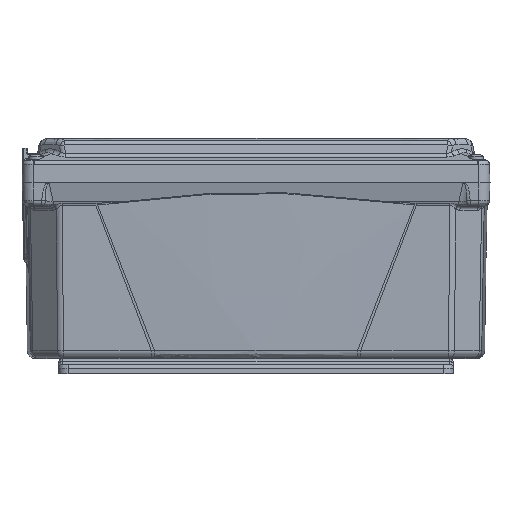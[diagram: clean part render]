
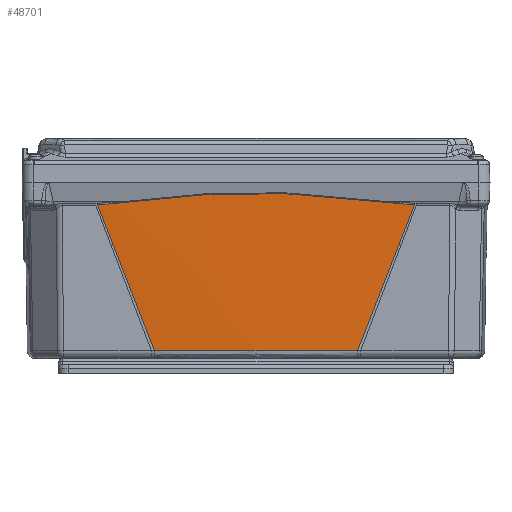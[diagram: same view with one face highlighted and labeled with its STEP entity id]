
A CAD part, front view. The second image highlights one B-rep face of the part: STEP entity #48701.
In plain terms, the highlighted free-form (B-spline) face has degree [3, 3] with [8, 4] control points.
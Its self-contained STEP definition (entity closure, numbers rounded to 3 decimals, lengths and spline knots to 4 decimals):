
#15621=CARTESIAN_POINT('',(-3.7776,6.0811,
2.2868));
#15623=CARTESIAN_POINT('',(-0.5031,6.1371,
3.5635));
#15629=CARTESIAN_POINT('',(-3.7776,6.0811,
2.2868));
#15630=CARTESIAN_POINT('',(-3.7757,6.1113,
1.7803));
#15631=CARTESIAN_POINT('',(-3.7732,6.1517,
0.7645));
#15632=CARTESIAN_POINT('',(-3.7732,6.1517,
-0.7645));
#15633=CARTESIAN_POINT('',(-3.7757,6.1113,
-1.7803));
#15634=CARTESIAN_POINT('',(-3.7776,6.0811,
-2.2868));
#15636=CARTESIAN_POINT('',(-3.7776,6.0811,
-2.2868));
#15637=CARTESIAN_POINT('',(-3.4631,6.0864,
-2.41));
#15638=CARTESIAN_POINT('',(-2.8011,6.0976,
-2.6688));
#15639=CARTESIAN_POINT('',(-1.7125,6.1162,
-3.0931));
#15640=CARTESIAN_POINT('',(-0.9175,6.1299,
-3.4024));
#15641=CARTESIAN_POINT('',(-0.5031,6.1371,
-3.5635));
#15643=CARTESIAN_POINT('',(-0.5031,6.1371,
-3.5635));
#15644=CARTESIAN_POINT('',(-0.5009,6.1383,
-3.5342));
#15645=CARTESIAN_POINT('',(-0.4965,6.1407,
-3.4755));
#15646=CARTESIAN_POINT('',(-0.4892,6.1442,
-3.3863));
#15647=CARTESIAN_POINT('',(-0.4812,6.1477,
-3.2966));
#15648=CARTESIAN_POINT('',(-0.4725,6.1511,
-3.2069));
#15649=CARTESIAN_POINT('',(-0.4627,6.1545,
-3.1175));
#15650=CARTESIAN_POINT('',(-0.455,6.1567,
-3.0585));
#15651=CARTESIAN_POINT('',(-0.4507,6.1577,
-3.0291));
#15653=CARTESIAN_POINT('',(-0.4507,6.1577,
-3.0291));
#15654=CARTESIAN_POINT('',(-0.4354,6.1616,
-2.9247));
#15655=CARTESIAN_POINT('',(-0.4051,6.1692,
-2.7054));
#15656=CARTESIAN_POINT('',(-0.3623,6.1799,
-2.3459));
#15657=CARTESIAN_POINT('',(-0.3228,6.1898,
-1.95));
#15658=CARTESIAN_POINT('',(-0.2882,6.1984,
-1.5141));
#15659=CARTESIAN_POINT('',(-0.2604,6.2054,
-1.0337));
#15660=CARTESIAN_POINT('',(-0.242,6.21,
-0.5049));
#15661=CARTESIAN_POINT('',(-0.2361,6.2115,
0.0711));
#15662=CARTESIAN_POINT('',(-0.2463,6.2089,
0.7002));
#15663=CARTESIAN_POINT('',(-0.2776,6.2011,
1.394));
#15664=CARTESIAN_POINT('',(-0.3417,6.185,
2.1935));
#15665=CARTESIAN_POINT('',(-0.4093,6.1681,
2.7464));
#15666=CARTESIAN_POINT('',(-0.4507,6.1577,
3.0291));
#15668=CARTESIAN_POINT('',(-0.4507,6.1577,
3.0291));
#15669=CARTESIAN_POINT('',(-0.4559,6.1564,
3.0644));
#15670=CARTESIAN_POINT('',(-0.4648,6.1538,
3.1353));
#15671=CARTESIAN_POINT('',(-0.4762,6.1498,
3.243));
#15672=CARTESIAN_POINT('',(-0.4861,6.1456,
3.3508));
#15673=CARTESIAN_POINT('',(-0.4951,6.1414,
3.4582));
#15674=CARTESIAN_POINT('',(-0.5005,6.1385,
3.5285));
#15675=CARTESIAN_POINT('',(-0.5031,6.1371,
3.5635));
#15677=CARTESIAN_POINT('',(-0.5031,6.1371,
3.5635));
#15678=CARTESIAN_POINT('',(-0.917,6.1299,
3.4026));
#15679=CARTESIAN_POINT('',(-1.7113,6.1162,
3.0936));
#15680=CARTESIAN_POINT('',(-2.7989,6.0976,
2.6696));
#15681=CARTESIAN_POINT('',(-3.4621,6.0864,
2.4103));
#15682=CARTESIAN_POINT('',(-3.7776,6.0811,
2.2868));
#19578=VERTEX_POINT('',#15623);
#19580=VERTEX_POINT('',#15668);
#19582=VERTEX_POINT('',#15653);
#19584=VERTEX_POINT('',#15643);
#19644=VERTEX_POINT('',#15621);
#19646=VERTEX_POINT('',#15634);
#48656=CARTESIAN_POINT('',(-0.1677,6.1373,
-3.8399));
#48657=CARTESIAN_POINT('',(-1.3946,6.1159,
-3.3499));
#48658=CARTESIAN_POINT('',(-2.6215,6.0945,-2.86));
#48659=CARTESIAN_POINT('',(-3.8484,6.073,
-2.37));
#48660=CARTESIAN_POINT('',(-0.1677,6.1389,
-3.7983));
#48661=CARTESIAN_POINT('',(-1.3946,6.1175,
-3.3137));
#48662=CARTESIAN_POINT('',(-2.6215,6.0961,
-2.829));
#48663=CARTESIAN_POINT('',(-3.8484,6.0747,
-2.3444));
#48664=CARTESIAN_POINT('',(-0.1677,6.1721,
-2.9316));
#48665=CARTESIAN_POINT('',(-1.3946,6.1507,
-2.5577));
#48666=CARTESIAN_POINT('',(-2.6215,6.1293,
-2.1837));
#48667=CARTESIAN_POINT('',(-3.8484,6.1079,
-1.8098));
#48668=CARTESIAN_POINT('',(-0.1677,6.2147,
-1.2388));
#48669=CARTESIAN_POINT('',(-1.3946,6.1933,
-1.0809));
#48670=CARTESIAN_POINT('',(-2.6215,6.1718,
-0.9229));
#48671=CARTESIAN_POINT('',(-3.8484,6.1504,
-0.765));
#48672=CARTESIAN_POINT('',(-0.1677,6.2147,
1.2388));
#48673=CARTESIAN_POINT('',(-1.3946,6.1933,
1.0809));
#48674=CARTESIAN_POINT('',(-2.6215,6.1718,
0.9229));
#48675=CARTESIAN_POINT('',(-3.8484,6.1504,
0.765));
#48676=CARTESIAN_POINT('',(-0.1677,6.1721,
2.9316));
#48677=CARTESIAN_POINT('',(-1.3946,6.1507,
2.5577));
#48678=CARTESIAN_POINT('',(-2.6215,6.1293,
2.1837));
#48679=CARTESIAN_POINT('',(-3.8484,6.1079,
1.8098));
#48680=CARTESIAN_POINT('',(-0.1677,6.1389,
3.7983));
#48681=CARTESIAN_POINT('',(-1.3946,6.1175,
3.3137));
#48682=CARTESIAN_POINT('',(-2.6215,6.0961,
2.829));
#48683=CARTESIAN_POINT('',(-3.8484,6.0747,
2.3444));
#48684=CARTESIAN_POINT('',(-0.1677,6.1373,
3.8399));
#48685=CARTESIAN_POINT('',(-1.3946,6.1159,
3.3499));
#48686=CARTESIAN_POINT('',(-2.6215,6.0945,
2.86));
#48687=CARTESIAN_POINT('',(-3.8484,6.073,
2.37));
#48688=B_SPLINE_SURFACE_WITH_KNOTS('',3,3,((#48656,#48657,#48658,#48659),
(#48660,#48661,#48662,#48663),(#48664,#48665,#48666,#48667),(#48668,#48669,
#48670,#48671),(#48672,#48673,#48674,#48675),(#48676,#48677,#48678,#48679),(
#48680,#48681,#48682,#48683),(#48684,#48685,#48686,#48687)),.UNSPECIFIED.,.F.,
.F.,.F.,(4,1,1,1,1,4),(4,4),(-0.0168,0.,0.3333,
0.6667,1.,1.0168),(0.0424,0.9718),
.UNSPECIFIED.);
#48689=ORIENTED_EDGE('',*,*,#46207,.T.);
#48691=ORIENTED_EDGE('',*,*,#48690,.T.);
#48693=ORIENTED_EDGE('',*,*,#48692,.T.);
#48695=ORIENTED_EDGE('',*,*,#48694,.T.);
#48697=ORIENTED_EDGE('',*,*,#48696,.T.);
#48698=ORIENTED_EDGE('',*,*,#48649,.T.);
#48699=EDGE_LOOP('',(#48689,#48691,#48693,#48695,#48697,#48698));
#48700=FACE_OUTER_BOUND('',#48699,.F.);
#48701=ADVANCED_FACE('',(#48700),#48688,.F.);
#15635=B_SPLINE_CURVE_WITH_KNOTS('',3,(#15629,#15630,#15631,#15632,#15633,
#15634),.UNSPECIFIED.,.F.,.F.,(4,1,1,4),(0.,0.3333,
0.6667,1.),.UNSPECIFIED.);
#15642=B_SPLINE_CURVE_WITH_KNOTS('',3,(#15636,#15637,#15638,#15639,#15640,
#15641),.UNSPECIFIED.,.F.,.F.,(4,1,1,4),(0.,0.3333,
0.6667,1.),.UNSPECIFIED.);
#15652=B_SPLINE_CURVE_WITH_KNOTS('',3,(#15643,#15644,#15645,#15646,#15647,
#15648,#15649,#15650,#15651),.UNSPECIFIED.,.F.,.F.,(4,1,1,1,1,1,4),(0.,
0.1667,0.3333,0.5,0.6667,0.8333,
1.),.UNSPECIFIED.);
#15667=B_SPLINE_CURVE_WITH_KNOTS('',3,(#15653,#15654,#15655,#15656,#15657,
#15658,#15659,#15660,#15661,#15662,#15663,#15664,#15665,#15666),.UNSPECIFIED.,
.F.,.F.,(4,1,1,1,1,1,1,1,1,1,1,4),(0.,0.0909,0.1818,
0.2727,0.3636,0.4545,0.5455,
0.6364,0.7273,0.8182,0.9091,1.),
.UNSPECIFIED.);
#15676=B_SPLINE_CURVE_WITH_KNOTS('',3,(#15668,#15669,#15670,#15671,#15672,
#15673,#15674,#15675),.UNSPECIFIED.,.F.,.F.,(4,1,1,1,1,4),(0.,0.2,0.4,
0.6,0.8,1.),.UNSPECIFIED.);
#15683=B_SPLINE_CURVE_WITH_KNOTS('',3,(#15677,#15678,#15679,#15680,#15681,
#15682),.UNSPECIFIED.,.F.,.F.,(4,1,1,4),(0.,0.3333,
0.6667,1.),.UNSPECIFIED.);
#46207=EDGE_CURVE('',#19644,#19646,#15635,.T.);
#48649=EDGE_CURVE('',#19578,#19644,#15683,.T.);
#48690=EDGE_CURVE('',#19646,#19584,#15642,.T.);
#48692=EDGE_CURVE('',#19584,#19582,#15652,.T.);
#48694=EDGE_CURVE('',#19582,#19580,#15667,.T.);
#48696=EDGE_CURVE('',#19580,#19578,#15676,.T.);
